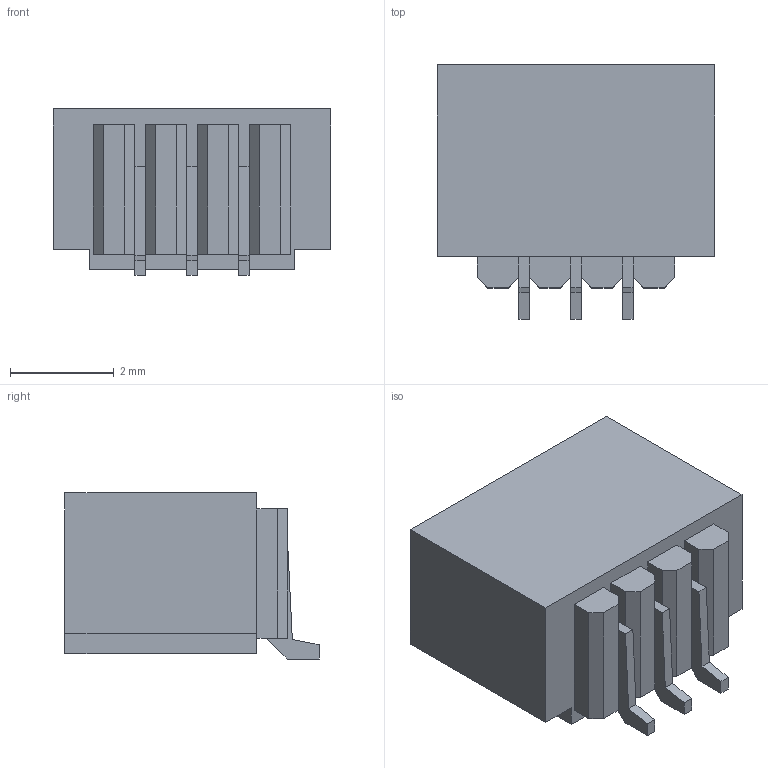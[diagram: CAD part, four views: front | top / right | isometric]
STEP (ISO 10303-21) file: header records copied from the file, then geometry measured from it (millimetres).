
FILE_DESCRIPTION(/* description */ (''),/* implementation_level */ '2;1');
FILE_NAME(/* name */ '',/* time_stamp */ '2023-01-06T11:16:21+08:00',/* author */ (''),/* organization */ (''),/* preprocessor_version */ 'ST-DEVELOPER v19.2',/* originating_system */ 'Autodesk Translation Framework v11.17.0.187',/* authorisation */ '');
FILE_SCHEMA (('AUTOMOTIVE_DESIGN { 1 0 10303 214 3 1 1 }'));
Length unit declared in the file: millimetre
Products named in the file (3): SH1MM_3P_卧贴; 零部件1; 零部件2
Assembly tree (4 placements, depth 2):
  SH1MM_3P_卧贴
    零部件1
    零部件2  x3
Bounding box: 5.35 x 4.9 x 3.2 mm (x, y, z)
Volume: 39 mm3; surface area: 170.7 mm2
Topology: 4 solids, 4 shells, 96 faces, 263 edges, 174 vertices
Faces by surface type: plane 96
Entity records: 2468 total; most frequent: CARTESIAN_POINT 428, ORIENTED_EDGE 418, DIRECTION 371, LINE 209, VECTOR 209, EDGE_CURVE 209, VERTEX_POINT 138, AXIS2_PLACEMENT_3D 81
